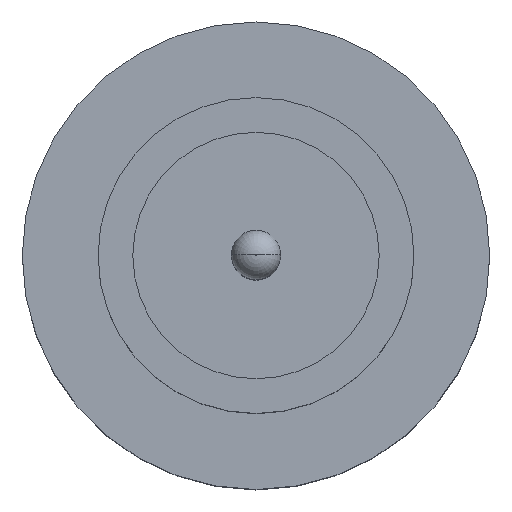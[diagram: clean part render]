
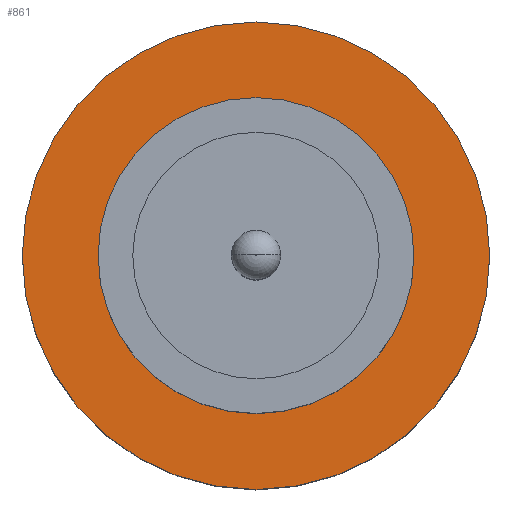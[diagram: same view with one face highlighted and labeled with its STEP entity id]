
A CAD part, top view. The second image highlights one B-rep face of the part: STEP entity #861.
In plain terms, the highlighted planar face has unit normal (0, 0, 1).
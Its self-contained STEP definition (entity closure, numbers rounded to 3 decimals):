
#8 = CIRCLE ( 'NONE', #49, 1.25 ) ;
#49 = AXIS2_PLACEMENT_3D ( 'NONE', #171, #102, #310 ) ;
#51 = ORIENTED_EDGE ( 'NONE', *, *, #728, .T. ) ;
#61 = DIRECTION ( 'NONE',  ( 1., 0., 0. ) ) ;
#73 = PLANE ( 'NONE',  #151 ) ;
#102 = DIRECTION ( 'NONE',  ( 0., 0., 1. ) ) ;
#108 = VERTEX_POINT ( 'NONE', #771 ) ;
#151 = AXIS2_PLACEMENT_3D ( 'NONE', #833, #505, #576 ) ;
#165 = CIRCLE ( 'NONE', #296, 1.85 ) ;
#171 = CARTESIAN_POINT ( 'NONE',  ( 0., 0., 1.55 ) ) ;
#177 = CARTESIAN_POINT ( 'NONE',  ( -1.85, 0., 1.55 ) ) ;
#219 = EDGE_LOOP ( 'NONE', ( #256, #603 ) ) ;
#243 = CIRCLE ( 'NONE', #667, 1.85 ) ;
#256 = ORIENTED_EDGE ( 'NONE', *, *, #806, .F. ) ;
#262 = CARTESIAN_POINT ( 'NONE',  ( 1.85, 0., 1.55 ) ) ;
#296 = AXIS2_PLACEMENT_3D ( 'NONE', #565, #898, #817 ) ;
#310 = DIRECTION ( 'NONE',  ( 1., 0., 0. ) ) ;
#333 = DIRECTION ( 'NONE',  ( 0., 0., 1. ) ) ;
#335 = CARTESIAN_POINT ( 'NONE',  ( 0., 0., 1.55 ) ) ;
#364 = ORIENTED_EDGE ( 'NONE', *, *, #661, .T. ) ;
#396 = AXIS2_PLACEMENT_3D ( 'NONE', #335, #893, #61 ) ;
#434 = VERTEX_POINT ( 'NONE', #262 ) ;
#485 = EDGE_LOOP ( 'NONE', ( #364, #51 ) ) ;
#493 = CARTESIAN_POINT ( 'NONE',  ( 1.25, 0., 1.55 ) ) ;
#505 = DIRECTION ( 'NONE',  ( 0., 0., 1. ) ) ;
#518 = VERTEX_POINT ( 'NONE', #493 ) ;
#551 = FACE_OUTER_BOUND ( 'NONE', #485, .T. ) ;
#565 = CARTESIAN_POINT ( 'NONE',  ( 0., 0., 1.55 ) ) ;
#576 = DIRECTION ( 'NONE',  ( 1., 0., 0. ) ) ;
#578 = EDGE_CURVE ( 'NONE', #108, #518, #8, .T. ) ;
#603 = ORIENTED_EDGE ( 'NONE', *, *, #578, .F. ) ;
#648 = VERTEX_POINT ( 'NONE', #177 ) ;
#661 = EDGE_CURVE ( 'NONE', #648, #434, #243, .T. ) ;
#667 = AXIS2_PLACEMENT_3D ( 'NONE', #887, #333, #814 ) ;
#728 = EDGE_CURVE ( 'NONE', #434, #648, #165, .T. ) ;
#771 = CARTESIAN_POINT ( 'NONE',  ( -1.25, 0., 1.55 ) ) ;
#806 = EDGE_CURVE ( 'NONE', #518, #108, #821, .T. ) ;
#814 = DIRECTION ( 'NONE',  ( 1., 0., 0. ) ) ;
#817 = DIRECTION ( 'NONE',  ( 1., 0., 0. ) ) ;
#821 = CIRCLE ( 'NONE', #396, 1.25 ) ;
#833 = CARTESIAN_POINT ( 'NONE',  ( 0., 0., 1.55 ) ) ;
#861 = ADVANCED_FACE ( 'NONE', ( #892, #551 ), #73, .T. ) ;
#887 = CARTESIAN_POINT ( 'NONE',  ( 0., 0., 1.55 ) ) ;
#892 = FACE_BOUND ( 'NONE', #219, .T. ) ;
#893 = DIRECTION ( 'NONE',  ( 0., 0., 1. ) ) ;
#898 = DIRECTION ( 'NONE',  ( 0., 0., 1. ) ) ;
